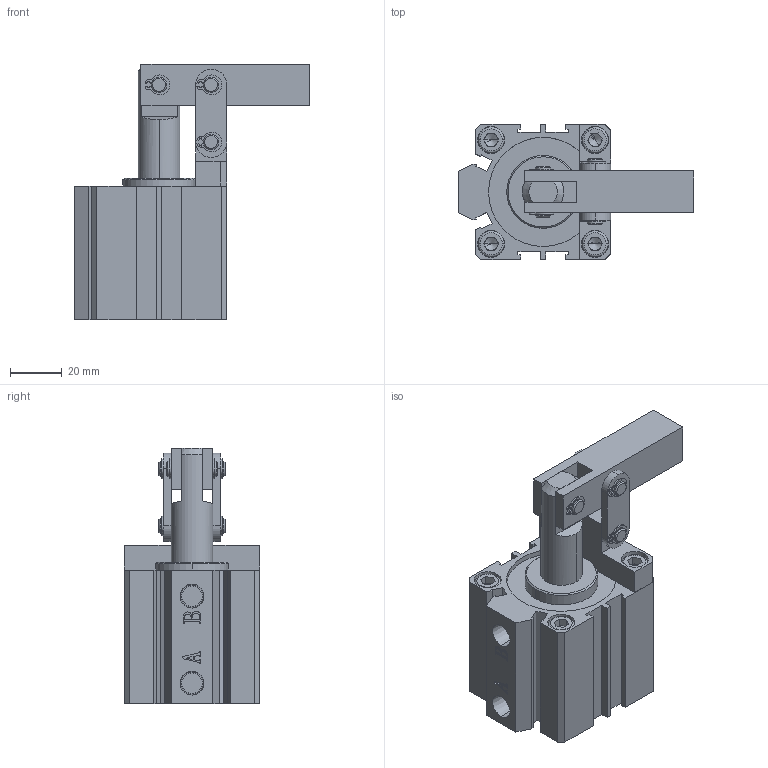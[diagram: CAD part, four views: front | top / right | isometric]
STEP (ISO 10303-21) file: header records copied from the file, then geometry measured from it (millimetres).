
FILE_DESCRIPTION (( 'STEP AP203' ), '1' );
FILE_NAME ('HALC-40.STEP', '2021-07-26T07:12:47', ( '微软用户' ), ( '微软中国' ), 'SwSTEP 2.0', 'SolidWorks 2012', '' );
FILE_SCHEMA (( 'CONFIG_CONTROL_DESIGN' ));
Length unit declared in the file: millimetre
Products named in the file (10): HALC-40; circlips for shaft--type a small gb_GB_CONNECTING_PIECE_RING_RRA 6; hexagon socket head cap screws gb_GB_FASTENER_SCREWS_HSHCS M6X10-N; HALC-40盓傅釱; HALC-40酗种; HALC-40揤旋; HALC-40蟀裝; HALC-40活塞杆; HALC-40傻种; HALC-40掛极
Assembly tree (20 placements, depth 2):
  HALC-40
    HALC-40掛极
    HALC-40傻种
    HALC-40活塞杆
    HALC-40蟀裝  x2
    HALC-40揤旋
    HALC-40酗种  x2
    HALC-40盓傅釱
    hexagon socket head cap screws gb_GB_FASTENER_SCREWS_HSHCS M6X10-N  x5
    circlips for shaft--type a small gb_GB_CONNECTING_PIECE_RING_RRA 6  x6
Bounding box: 90.7 x 52 x 98.5 mm (x, y, z)
Volume: 154988.3 mm3; surface area: 45492 mm2
Topology: 20 solids, 20 shells, 554 faces, 1366 edges, 883 vertices
Faces by surface type: plane 282, cylinder 202, cone 44, bspline 16, torus 10
Entity records: 11648 total; most frequent: CARTESIAN_POINT 2522, DIRECTION 1626, ORIENTED_EDGE 1580, EDGE_CURVE 790, AXIS2_PLACEMENT_3D 551, LINE 524, VECTOR 524, VERTEX_POINT 519
